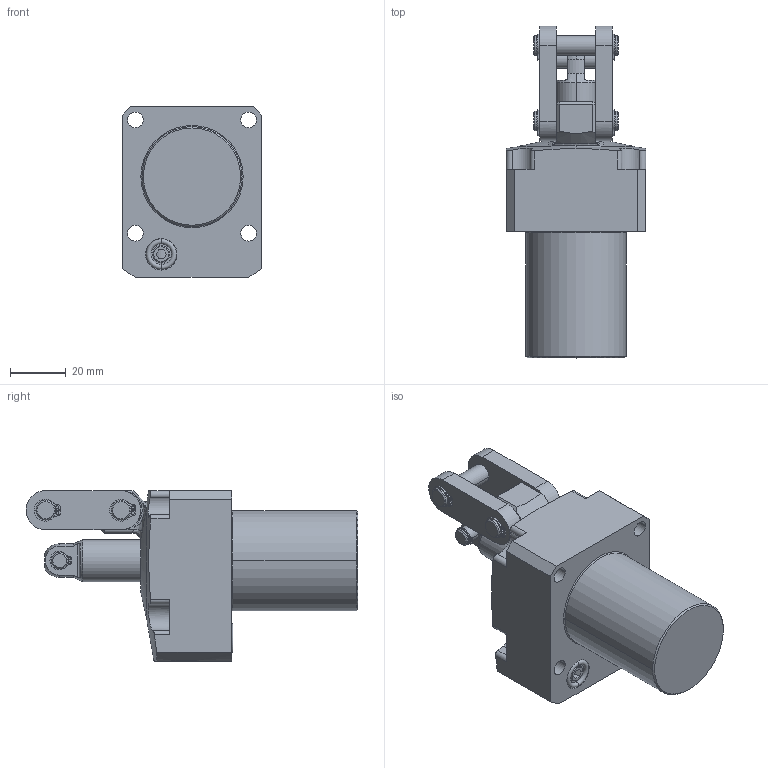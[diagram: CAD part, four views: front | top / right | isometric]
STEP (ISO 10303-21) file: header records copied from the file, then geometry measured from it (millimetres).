
FILE_DESCRIPTION((''),'2;1');
FILE_NAME('ILC16311500','2023-03-14T11:21:46',('rkuestersteffen'),(''),'CREO PARAMETRIC BY PTC INC, 2021164','CREO PARAMETRIC BY PTC INC, 2021164','');
FILE_SCHEMA(('AUTOMOTIVE_DESIGN { 1 0 10303 214 1 1 1 1 }'));
Length unit declared in the file: inch
Products named in the file (3): ILC16311500_BODY; ILC16311500_LUG; ILC16311500
Assembly tree (2 placements, depth 2):
  ILC16311500
    ILC16311500_BODY
    ILC16311500_LUG
Bounding box: 50.01 x 118.61 x 61.03 mm (x, y, z)
Volume: 146187.7 mm3; surface area: 31287.2 mm2
Topology: 3 solids, 6 shells, 331 faces, 850 edges, 548 vertices
Faces by surface type: cylinder 155, plane 115, cone 31, torus 18, sphere 6, bspline 6
Entity records: 14138 total; most frequent: CARTESIAN_POINT 2618, DIRECTION 1937, ORIENTED_EDGE 1692, PRESENTATION_STYLE_ASSIGNMENT 891, STYLED_ITEM 891, CURVE_STYLE 886, EDGE_CURVE 850, AXIS2_PLACEMENT_3D 767
